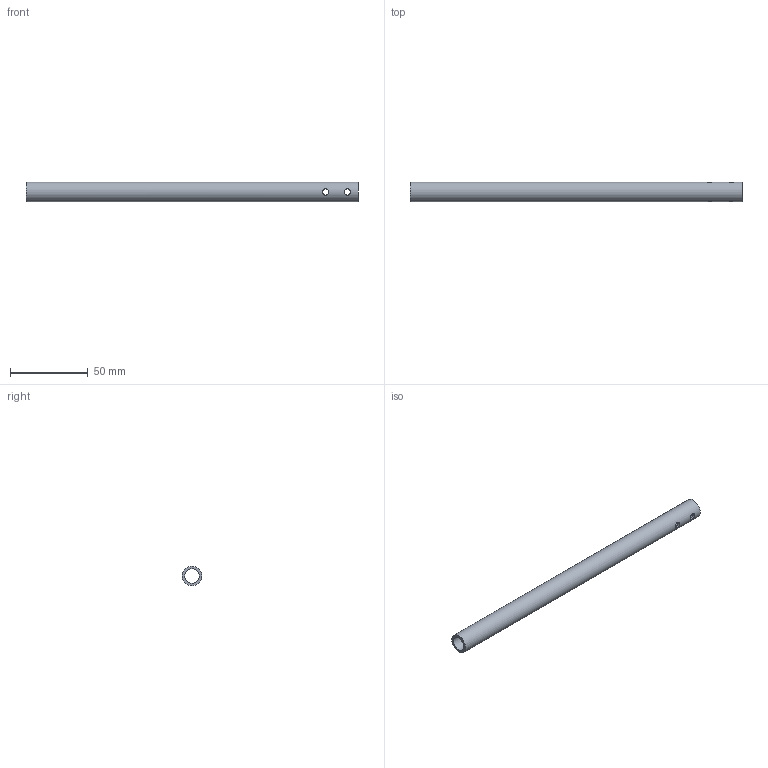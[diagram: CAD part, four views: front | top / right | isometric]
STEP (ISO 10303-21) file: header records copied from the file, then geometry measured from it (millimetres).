
FILE_DESCRIPTION(/* description */ ('STEP AP214'),/* implementation_level */ '2;1');
FILE_NAME(/* name */ '625b94a68af6832b8556162b',/* time_stamp */ '2022-04-17T04:16:39+00:00',/* author */ (''),/* organization */ (''),/* preprocessor_version */ 'ST-DEVELOPER v18.101',/* originating_system */ ' ',/* authorisation */ ' ');
FILE_SCHEMA (('AUTOMOTIVE_DESIGN {1 0 10303 214 3 1 1}'));
Length unit declared in the file: metre
Products named in the file (1): Stud
Bounding box: 214.11 x 12.7 x 12.7 mm (x, y, z)
Volume: 11783.7 mm3; surface area: 15040 mm2
Topology: 1 solids, 1 shells, 8 faces, 28 edges, 18 vertices
Faces by surface type: cylinder 6, plane 2
Full cylindrical faces by diameter (mm): 4.039 x4, 9.525 x1, 12.7 x1
Entity records: 314 total; most frequent: CARTESIAN_POINT 117, DIRECTION 26, ORIENTED_EDGE 24, EDGE_LOOP 24, FACE_BOUND 24, AXIS2_PLACEMENT_3D 13, EDGE_CURVE 12, VERTEX_POINT 12
